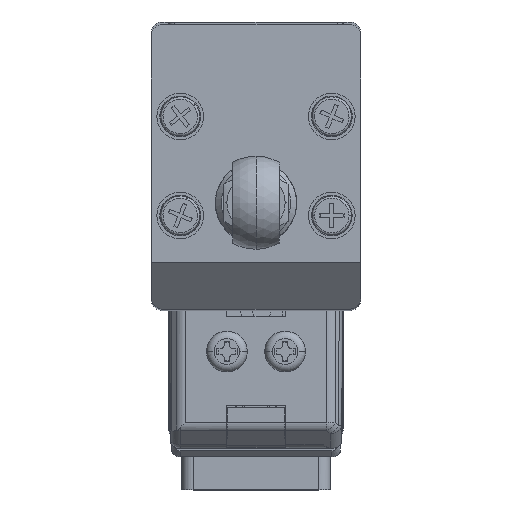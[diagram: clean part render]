
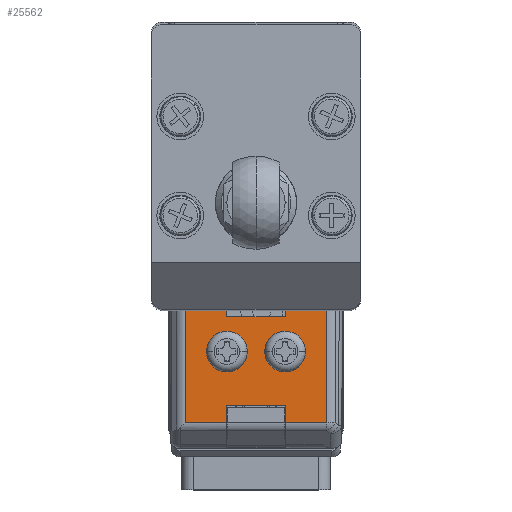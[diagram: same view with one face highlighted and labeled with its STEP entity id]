
A CAD part, top view. The second image highlights one B-rep face of the part: STEP entity #25562.
In plain terms, the highlighted planar face has unit normal (0, 0, 1).
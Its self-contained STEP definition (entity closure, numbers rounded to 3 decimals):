
#791 = EDGE_CURVE ( 'NONE', #55630, #44206, #38245, .T. ) ;
#1096 = LINE ( 'NONE', #37776, #26162 ) ;
#1482 = VECTOR ( 'NONE', #22693, 1000. ) ;
#1586 = EDGE_LOOP ( 'NONE', ( #55520, #47780, #12819, #28021, #4579, #38710, #3485, #42331, #15004, #11235, #38026, #9374 ) ) ;
#1688 = VERTEX_POINT ( 'NONE', #39932 ) ;
#2363 = CARTESIAN_POINT ( 'NONE',  ( 4.6, 2.55, 22. ) ) ;
#2515 = CARTESIAN_POINT ( 'NONE',  ( 6.086, -6.086, 22. ) ) ;
#3129 = VERTEX_POINT ( 'NONE', #62779 ) ;
#3485 = ORIENTED_EDGE ( 'NONE', *, *, #64481, .T. ) ;
#3709 = CARTESIAN_POINT ( 'NONE',  ( -2.975, -2.525, 22. ) ) ;
#4579 = ORIENTED_EDGE ( 'NONE', *, *, #5731, .T. ) ;
#4728 = ORIENTED_EDGE ( 'NONE', *, *, #46407, .F. ) ;
#4943 = EDGE_LOOP ( 'NONE', ( #21272, #55963 ) ) ;
#5731 = EDGE_CURVE ( 'NONE', #31564, #40909, #26433, .T. ) ;
#6149 = CARTESIAN_POINT ( 'NONE',  ( -2.975, -2.525, 22. ) ) ;
#6476 = DIRECTION ( 'NONE',  ( 0., 1., 0. ) ) ;
#6871 = CARTESIAN_POINT ( 'NONE',  ( -7.5, -2.525, 22. ) ) ;
#7013 = CARTESIAN_POINT ( 'NONE',  ( 6.086, 6.086, 22. ) ) ;
#7536 = DIRECTION ( 'NONE',  ( 0., 1., 0. ) ) ;
#8786 = DIRECTION ( 'NONE',  ( 0., -1., 0. ) ) ;
#9374 = ORIENTED_EDGE ( 'NONE', *, *, #37490, .T. ) ;
#9664 = CARTESIAN_POINT ( 'NONE',  ( 1.75, -2.5, 22. ) ) ;
#9973 = VECTOR ( 'NONE', #23069, 1000. ) ;
#11235 = ORIENTED_EDGE ( 'NONE', *, *, #54801, .F. ) ;
#11413 = AXIS2_PLACEMENT_3D ( 'NONE', #17332, #52215, #38079 ) ;
#11774 = DIRECTION ( 'NONE',  ( -1., 0., 0. ) ) ;
#12144 = DIRECTION ( 'NONE',  ( 1., 0., 0. ) ) ;
#12458 = CARTESIAN_POINT ( 'NONE',  ( -2.975, 2.525, 22. ) ) ;
#12819 = ORIENTED_EDGE ( 'NONE', *, *, #16057, .F. ) ;
#12989 = DIRECTION ( 'NONE',  ( 1., 0., 0. ) ) ;
#13147 = DIRECTION ( 'NONE',  ( 0., 0., 1. ) ) ;
#13412 = LINE ( 'NONE', #54721, #57944 ) ;
#15004 = ORIENTED_EDGE ( 'NONE', *, *, #28892, .F. ) ;
#15009 = VERTEX_POINT ( 'NONE', #17465 ) ;
#16034 = DIRECTION ( 'NONE',  ( -1., 0., 0. ) ) ;
#16057 = EDGE_CURVE ( 'NONE', #1688, #44206, #47363, .T. ) ;
#16378 = EDGE_CURVE ( 'NONE', #3129, #31962, #30686, .T. ) ;
#17332 = CARTESIAN_POINT ( 'NONE',  ( 0., -2.5, 22. ) ) ;
#17338 = EDGE_LOOP ( 'NONE', ( #21182, #4728 ) ) ;
#17465 = CARTESIAN_POINT ( 'NONE',  ( -7.5, -6.086, 22. ) ) ;
#17846 = DIRECTION ( 'NONE',  ( 0., 1., 0. ) ) ;
#18030 = EDGE_CURVE ( 'NONE', #31962, #3129, #38345, .T. ) ;
#18785 = FACE_BOUND ( 'NONE', #17338, .T. ) ;
#19763 = CIRCLE ( 'NONE', #37189, 1.75 ) ;
#21182 = ORIENTED_EDGE ( 'NONE', *, *, #28720, .F. ) ;
#21214 = EDGE_CURVE ( 'NONE', #40909, #47403, #42812, .T. ) ;
#21272 = ORIENTED_EDGE ( 'NONE', *, *, #16378, .F. ) ;
#22693 = DIRECTION ( 'NONE',  ( 1., 0., 0. ) ) ;
#22807 = CARTESIAN_POINT ( 'NONE',  ( 6.086, -7.5, 22. ) ) ;
#22925 = CARTESIAN_POINT ( 'NONE',  ( 6.086, -7.5, 22. ) ) ;
#23069 = DIRECTION ( 'NONE',  ( 1., 0., 0. ) ) ;
#23913 = EDGE_CURVE ( 'NONE', #1688, #31564, #62253, .T. ) ;
#24039 = VECTOR ( 'NONE', #7536, 1000. ) ;
#24397 = CARTESIAN_POINT ( 'NONE',  ( -7.5, -7.5, 22. ) ) ;
#25278 = AXIS2_PLACEMENT_3D ( 'NONE', #60774, #60457, #55038 ) ;
#25562 = ADVANCED_FACE ( 'NONE', ( #34735, #18785, #33746 ), #55031, .T. ) ;
#26162 = VECTOR ( 'NONE', #58386, 1000. ) ;
#26179 = AXIS2_PLACEMENT_3D ( 'NONE', #55333, #64567, #64880 ) ;
#26433 = LINE ( 'NONE', #47061, #1482 ) ;
#26669 = VERTEX_POINT ( 'NONE', #48938 ) ;
#27498 = AXIS2_PLACEMENT_3D ( 'NONE', #59572, #13147, #12144 ) ;
#28021 = ORIENTED_EDGE ( 'NONE', *, *, #23913, .T. ) ;
#28720 = EDGE_CURVE ( 'NONE', #66894, #26669, #19763, .T. ) ;
#28892 = EDGE_CURVE ( 'NONE', #65705, #48011, #58899, .T. ) ;
#30686 = CIRCLE ( 'NONE', #25278, 1.75 ) ;
#31564 = VERTEX_POINT ( 'NONE', #2363 ) ;
#31631 = CARTESIAN_POINT ( 'NONE',  ( -2.975, -2.525, 22. ) ) ;
#31962 = VERTEX_POINT ( 'NONE', #60504 ) ;
#33085 = CARTESIAN_POINT ( 'NONE',  ( -2.975, 2.525, 22. ) ) ;
#33746 = FACE_OUTER_BOUND ( 'NONE', #1586, .T. ) ;
#34613 = LINE ( 'NONE', #24397, #39855 ) ;
#34735 = FACE_BOUND ( 'NONE', #4943, .T. ) ;
#36573 = CARTESIAN_POINT ( 'NONE',  ( 4.6, -2.55, 22. ) ) ;
#36916 = DIRECTION ( 'NONE',  ( 1., 0., 0. ) ) ;
#37049 = CARTESIAN_POINT ( 'NONE',  ( -7.5, 2.525, 22. ) ) ;
#37189 = AXIS2_PLACEMENT_3D ( 'NONE', #45958, #46630, #36916 ) ;
#37490 = EDGE_CURVE ( 'NONE', #45347, #15009, #1096, .T. ) ;
#37776 = CARTESIAN_POINT ( 'NONE',  ( -7.5, -7.5, 22. ) ) ;
#37816 = LINE ( 'NONE', #50110, #60625 ) ;
#38026 = ORIENTED_EDGE ( 'NONE', *, *, #64986, .T. ) ;
#38079 = DIRECTION ( 'NONE',  ( 1., 0., 0. ) ) ;
#38245 = LINE ( 'NONE', #22925, #61797 ) ;
#38345 = CIRCLE ( 'NONE', #27498, 1.75 ) ;
#38710 = ORIENTED_EDGE ( 'NONE', *, *, #21214, .T. ) ;
#39855 = VECTOR ( 'NONE', #8786, 1000. ) ;
#39932 = CARTESIAN_POINT ( 'NONE',  ( 4.6, -2.55, 22. ) ) ;
#40664 = CIRCLE ( 'NONE', #11413, 1.75 ) ;
#40909 = VERTEX_POINT ( 'NONE', #49165 ) ;
#42331 = ORIENTED_EDGE ( 'NONE', *, *, #44210, .T. ) ;
#42736 = CARTESIAN_POINT ( 'NONE',  ( 4.6, -2.55, 22. ) ) ;
#42812 = LINE ( 'NONE', #22807, #24039 ) ;
#44206 = VERTEX_POINT ( 'NONE', #55542 ) ;
#44210 = EDGE_CURVE ( 'NONE', #46248, #48011, #34613, .T. ) ;
#45347 = VERTEX_POINT ( 'NONE', #6871 ) ;
#45958 = CARTESIAN_POINT ( 'NONE',  ( 0., -2.5, 22. ) ) ;
#46248 = VERTEX_POINT ( 'NONE', #56628 ) ;
#46407 = EDGE_CURVE ( 'NONE', #26669, #66894, #40664, .T. ) ;
#46630 = DIRECTION ( 'NONE',  ( 0., 0., 1. ) ) ;
#47061 = CARTESIAN_POINT ( 'NONE',  ( 4.6, 2.55, 22. ) ) ;
#47363 = LINE ( 'NONE', #42736, #9973 ) ;
#47403 = VERTEX_POINT ( 'NONE', #7013 ) ;
#47780 = ORIENTED_EDGE ( 'NONE', *, *, #791, .T. ) ;
#48011 = VERTEX_POINT ( 'NONE', #37049 ) ;
#48370 = VECTOR ( 'NONE', #57176, 1000. ) ;
#48938 = CARTESIAN_POINT ( 'NONE',  ( -1.75, -2.5, 22. ) ) ;
#49165 = CARTESIAN_POINT ( 'NONE',  ( 6.086, 2.55, 22. ) ) ;
#50110 = CARTESIAN_POINT ( 'NONE',  ( -7.5, -6.086, 22. ) ) ;
#52215 = DIRECTION ( 'NONE',  ( 0., 0., 1. ) ) ;
#52322 = VECTOR ( 'NONE', #11774, 1000. ) ;
#52894 = LINE ( 'NONE', #6149, #57431 ) ;
#53354 = EDGE_CURVE ( 'NONE', #15009, #55630, #37816, .T. ) ;
#54721 = CARTESIAN_POINT ( 'NONE',  ( -7.5, 6.086, 22. ) ) ;
#54801 = EDGE_CURVE ( 'NONE', #60600, #65705, #52894, .T. ) ;
#55031 = PLANE ( 'NONE',  #26179 ) ;
#55038 = DIRECTION ( 'NONE',  ( 1., 0., 0. ) ) ;
#55333 = CARTESIAN_POINT ( 'NONE',  ( -7.5, -7.5, 22. ) ) ;
#55520 = ORIENTED_EDGE ( 'NONE', *, *, #53354, .T. ) ;
#55542 = CARTESIAN_POINT ( 'NONE',  ( 6.086, -2.55, 22. ) ) ;
#55630 = VERTEX_POINT ( 'NONE', #2515 ) ;
#55963 = ORIENTED_EDGE ( 'NONE', *, *, #18030, .F. ) ;
#56628 = CARTESIAN_POINT ( 'NONE',  ( -7.5, 6.086, 22. ) ) ;
#57176 = DIRECTION ( 'NONE',  ( 0., 1., 0. ) ) ;
#57431 = VECTOR ( 'NONE', #6476, 1000. ) ;
#57944 = VECTOR ( 'NONE', #59174, 1000. ) ;
#58386 = DIRECTION ( 'NONE',  ( 0., -1., 0. ) ) ;
#58899 = LINE ( 'NONE', #12458, #52322 ) ;
#59174 = DIRECTION ( 'NONE',  ( -1., 0., 0. ) ) ;
#59572 = CARTESIAN_POINT ( 'NONE',  ( 0., 2.5, 22. ) ) ;
#60457 = DIRECTION ( 'NONE',  ( 0., 0., 1. ) ) ;
#60504 = CARTESIAN_POINT ( 'NONE',  ( -1.75, 2.5, 22. ) ) ;
#60600 = VERTEX_POINT ( 'NONE', #3709 ) ;
#60625 = VECTOR ( 'NONE', #12989, 1000. ) ;
#60774 = CARTESIAN_POINT ( 'NONE',  ( 0., 2.5, 22. ) ) ;
#61797 = VECTOR ( 'NONE', #17846, 1000. ) ;
#62253 = LINE ( 'NONE', #36573, #48370 ) ;
#62456 = LINE ( 'NONE', #31631, #64528 ) ;
#62779 = CARTESIAN_POINT ( 'NONE',  ( 1.75, 2.5, 22. ) ) ;
#64481 = EDGE_CURVE ( 'NONE', #47403, #46248, #13412, .T. ) ;
#64528 = VECTOR ( 'NONE', #16034, 1000. ) ;
#64567 = DIRECTION ( 'NONE',  ( 0., 0., 1. ) ) ;
#64880 = DIRECTION ( 'NONE',  ( 1., 0., 0. ) ) ;
#64986 = EDGE_CURVE ( 'NONE', #60600, #45347, #62456, .T. ) ;
#65705 = VERTEX_POINT ( 'NONE', #33085 ) ;
#66894 = VERTEX_POINT ( 'NONE', #9664 ) ;
